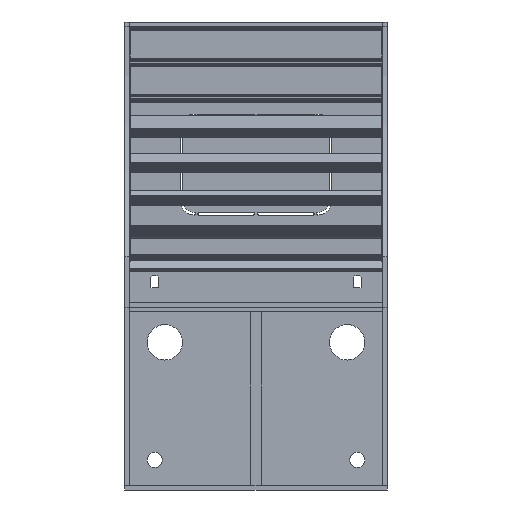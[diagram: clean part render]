
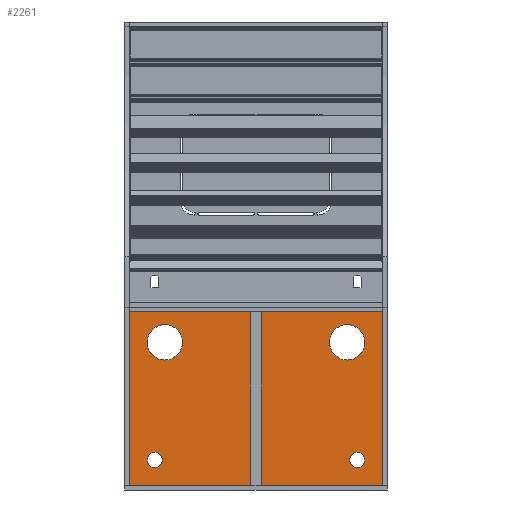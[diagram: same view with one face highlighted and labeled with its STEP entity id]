
A CAD part, front view. The second image highlights one B-rep face of the part: STEP entity #2261.
In plain terms, the highlighted planar face has unit normal (0, -1, 0).
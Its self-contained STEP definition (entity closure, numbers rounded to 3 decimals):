
#1850 = VERTEX_POINT('',#1851);
#1851 = CARTESIAN_POINT('',(0.,-19.,0.));
#1858 = PLANE('',#1859);
#1859 = AXIS2_PLACEMENT_3D('',#1860,#1861,#1862);
#1860 = CARTESIAN_POINT('',(0.,0.,0.));
#1861 = DIRECTION('',(0.,0.,1.));
#1862 = DIRECTION('',(1.,0.,0.));
#1870 = PLANE('',#1871);
#1871 = AXIS2_PLACEMENT_3D('',#1872,#1873,#1874);
#1872 = CARTESIAN_POINT('',(0.,0.,705.5));
#1873 = DIRECTION('',(1.,0.,0.));
#1874 = DIRECTION('',(0.,0.,-1.));
#1882 = EDGE_CURVE('',#1850,#1883,#1885,.T.);
#1883 = VERTEX_POINT('',#1884);
#1884 = CARTESIAN_POINT('',(1002.,-19.,0.));
#1885 = SURFACE_CURVE('',#1886,(#1890,#1897),.PCURVE_S1.);
#1886 = LINE('',#1887,#1888);
#1887 = CARTESIAN_POINT('',(0.,-19.,0.));
#1888 = VECTOR('',#1889,1.);
#1889 = DIRECTION('',(1.,0.,0.));
#1890 = PCURVE('',#1858,#1891);
#1891 = DEFINITIONAL_REPRESENTATION('',(#1892),#1896);
#1892 = LINE('',#1893,#1894);
#1893 = CARTESIAN_POINT('',(0.,-19.));
#1894 = VECTOR('',#1895,1.);
#1895 = DIRECTION('',(1.,0.));
#1896 = ( GEOMETRIC_REPRESENTATION_CONTEXT(2) 
PARAMETRIC_REPRESENTATION_CONTEXT() REPRESENTATION_CONTEXT('2D SPACE',''
  ) );
#1897 = PCURVE('',#1898,#1903);
#1898 = PLANE('',#1899);
#1899 = AXIS2_PLACEMENT_3D('',#1900,#1901,#1902);
#1900 = CARTESIAN_POINT('',(501.,-19.,352.75));
#1901 = DIRECTION('',(0.,-1.,0.));
#1902 = DIRECTION('',(0.,0.,-1.));
#1903 = DEFINITIONAL_REPRESENTATION('',(#1904),#1908);
#1904 = LINE('',#1905,#1906);
#1905 = CARTESIAN_POINT('',(352.75,-501.));
#1906 = VECTOR('',#1907,1.);
#1907 = DIRECTION('',(0.,1.));
#1908 = ( GEOMETRIC_REPRESENTATION_CONTEXT(2) 
PARAMETRIC_REPRESENTATION_CONTEXT() REPRESENTATION_CONTEXT('2D SPACE',''
  ) );
#1926 = PLANE('',#1927);
#1927 = AXIS2_PLACEMENT_3D('',#1928,#1929,#1930);
#1928 = CARTESIAN_POINT('',(1002.,0.,0.));
#1929 = DIRECTION('',(-1.,0.,0.));
#1930 = DIRECTION('',(0.,0.,1.));
#1970 = VERTEX_POINT('',#1971);
#1971 = CARTESIAN_POINT('',(0.,-19.,705.5));
#1985 = PLANE('',#1986);
#1986 = AXIS2_PLACEMENT_3D('',#1987,#1988,#1989);
#1987 = CARTESIAN_POINT('',(1002.,0.,705.5));
#1988 = DIRECTION('',(0.,0.,-1.));
#1989 = DIRECTION('',(-1.,0.,0.));
#1997 = EDGE_CURVE('',#1970,#1850,#1998,.T.);
#1998 = SURFACE_CURVE('',#1999,(#2003,#2010),.PCURVE_S1.);
#1999 = LINE('',#2000,#2001);
#2000 = CARTESIAN_POINT('',(0.,-19.,705.5));
#2001 = VECTOR('',#2002,1.);
#2002 = DIRECTION('',(0.,0.,-1.));
#2003 = PCURVE('',#1870,#2004);
#2004 = DEFINITIONAL_REPRESENTATION('',(#2005),#2009);
#2005 = LINE('',#2006,#2007);
#2006 = CARTESIAN_POINT('',(0.,-19.));
#2007 = VECTOR('',#2008,1.);
#2008 = DIRECTION('',(1.,0.));
#2009 = ( GEOMETRIC_REPRESENTATION_CONTEXT(2) 
PARAMETRIC_REPRESENTATION_CONTEXT() REPRESENTATION_CONTEXT('2D SPACE',''
  ) );
#2010 = PCURVE('',#1898,#2011);
#2011 = DEFINITIONAL_REPRESENTATION('',(#2012),#2016);
#2012 = LINE('',#2013,#2014);
#2013 = CARTESIAN_POINT('',(-352.75,-501.));
#2014 = VECTOR('',#2015,1.);
#2015 = DIRECTION('',(1.,0.));
#2016 = ( GEOMETRIC_REPRESENTATION_CONTEXT(2) 
PARAMETRIC_REPRESENTATION_CONTEXT() REPRESENTATION_CONTEXT('2D SPACE',''
  ) );
#2044 = EDGE_CURVE('',#1883,#2045,#2047,.T.);
#2045 = VERTEX_POINT('',#2046);
#2046 = CARTESIAN_POINT('',(1002.,-19.,705.5));
#2047 = SURFACE_CURVE('',#2048,(#2052,#2059),.PCURVE_S1.);
#2048 = LINE('',#2049,#2050);
#2049 = CARTESIAN_POINT('',(1002.,-19.,0.));
#2050 = VECTOR('',#2051,1.);
#2051 = DIRECTION('',(0.,0.,1.));
#2052 = PCURVE('',#1926,#2053);
#2053 = DEFINITIONAL_REPRESENTATION('',(#2054),#2058);
#2054 = LINE('',#2055,#2056);
#2055 = CARTESIAN_POINT('',(0.,-19.));
#2056 = VECTOR('',#2057,1.);
#2057 = DIRECTION('',(1.,0.));
#2058 = ( GEOMETRIC_REPRESENTATION_CONTEXT(2) 
PARAMETRIC_REPRESENTATION_CONTEXT() REPRESENTATION_CONTEXT('2D SPACE',''
  ) );
#2059 = PCURVE('',#1898,#2060);
#2060 = DEFINITIONAL_REPRESENTATION('',(#2061),#2065);
#2061 = LINE('',#2062,#2063);
#2062 = CARTESIAN_POINT('',(352.75,501.));
#2063 = VECTOR('',#2064,1.);
#2064 = DIRECTION('',(-1.,0.));
#2065 = ( GEOMETRIC_REPRESENTATION_CONTEXT(2) 
PARAMETRIC_REPRESENTATION_CONTEXT() REPRESENTATION_CONTEXT('2D SPACE',''
  ) );
#2157 = CYLINDRICAL_SURFACE('',#2158,70.);
#2158 = AXIS2_PLACEMENT_3D('',#2159,#2160,#2161);
#2159 = CARTESIAN_POINT('',(140.,-19.,565.5));
#2160 = DIRECTION('',(0.,-1.,0.));
#2161 = DIRECTION('',(1.,0.,0.));
#2188 = CYLINDRICAL_SURFACE('',#2189,30.);
#2189 = AXIS2_PLACEMENT_3D('',#2190,#2191,#2192);
#2190 = CARTESIAN_POINT('',(100.,-19.,100.));
#2191 = DIRECTION('',(0.,-1.,0.));
#2192 = DIRECTION('',(1.,0.,0.));
#2219 = CYLINDRICAL_SURFACE('',#2220,70.);
#2220 = AXIS2_PLACEMENT_3D('',#2221,#2222,#2223);
#2221 = CARTESIAN_POINT('',(862.,-19.,565.5));
#2222 = DIRECTION('',(0.,-1.,0.));
#2223 = DIRECTION('',(1.,0.,0.));
#2250 = CYLINDRICAL_SURFACE('',#2251,30.);
#2251 = AXIS2_PLACEMENT_3D('',#2252,#2253,#2254);
#2252 = CARTESIAN_POINT('',(902.,-19.,100.));
#2253 = DIRECTION('',(0.,-1.,0.));
#2254 = DIRECTION('',(1.,0.,0.));
#2261 = ADVANCED_FACE('',(#2262,#2288,#2314,#2340,#2366),#1898,.T.);
#2262 = FACE_BOUND('',#2263,.T.);
#2263 = EDGE_LOOP('',(#2264,#2265,#2266,#2287));
#2264 = ORIENTED_EDGE('',*,*,#1882,.T.);
#2265 = ORIENTED_EDGE('',*,*,#2044,.T.);
#2266 = ORIENTED_EDGE('',*,*,#2267,.T.);
#2267 = EDGE_CURVE('',#2045,#1970,#2268,.T.);
#2268 = SURFACE_CURVE('',#2269,(#2273,#2280),.PCURVE_S1.);
#2269 = LINE('',#2270,#2271);
#2270 = CARTESIAN_POINT('',(1002.,-19.,705.5));
#2271 = VECTOR('',#2272,1.);
#2272 = DIRECTION('',(-1.,0.,0.));
#2273 = PCURVE('',#1898,#2274);
#2274 = DEFINITIONAL_REPRESENTATION('',(#2275),#2279);
#2275 = LINE('',#2276,#2277);
#2276 = CARTESIAN_POINT('',(-352.75,501.));
#2277 = VECTOR('',#2278,1.);
#2278 = DIRECTION('',(0.,-1.));
#2279 = ( GEOMETRIC_REPRESENTATION_CONTEXT(2) 
PARAMETRIC_REPRESENTATION_CONTEXT() REPRESENTATION_CONTEXT('2D SPACE',''
  ) );
#2280 = PCURVE('',#1985,#2281);
#2281 = DEFINITIONAL_REPRESENTATION('',(#2282),#2286);
#2282 = LINE('',#2283,#2284);
#2283 = CARTESIAN_POINT('',(0.,-19.));
#2284 = VECTOR('',#2285,1.);
#2285 = DIRECTION('',(1.,0.));
#2286 = ( GEOMETRIC_REPRESENTATION_CONTEXT(2) 
PARAMETRIC_REPRESENTATION_CONTEXT() REPRESENTATION_CONTEXT('2D SPACE',''
  ) );
#2287 = ORIENTED_EDGE('',*,*,#1997,.T.);
#2288 = FACE_BOUND('',#2289,.T.);
#2289 = EDGE_LOOP('',(#2290));
#2290 = ORIENTED_EDGE('',*,*,#2291,.F.);
#2291 = EDGE_CURVE('',#2292,#2292,#2294,.T.);
#2292 = VERTEX_POINT('',#2293);
#2293 = CARTESIAN_POINT('',(210.,-19.,565.5));
#2294 = SURFACE_CURVE('',#2295,(#2300,#2307),.PCURVE_S1.);
#2295 = CIRCLE('',#2296,70.);
#2296 = AXIS2_PLACEMENT_3D('',#2297,#2298,#2299);
#2297 = CARTESIAN_POINT('',(140.,-19.,565.5));
#2298 = DIRECTION('',(0.,-1.,0.));
#2299 = DIRECTION('',(1.,0.,0.));
#2300 = PCURVE('',#1898,#2301);
#2301 = DEFINITIONAL_REPRESENTATION('',(#2302),#2306);
#2302 = CIRCLE('',#2303,70.);
#2303 = AXIS2_PLACEMENT_2D('',#2304,#2305);
#2304 = CARTESIAN_POINT('',(-212.75,-361.));
#2305 = DIRECTION('',(0.,1.));
#2306 = ( GEOMETRIC_REPRESENTATION_CONTEXT(2) 
PARAMETRIC_REPRESENTATION_CONTEXT() REPRESENTATION_CONTEXT('2D SPACE',''
  ) );
#2307 = PCURVE('',#2157,#2308);
#2308 = DEFINITIONAL_REPRESENTATION('',(#2309),#2313);
#2309 = LINE('',#2310,#2311);
#2310 = CARTESIAN_POINT('',(0.,0.));
#2311 = VECTOR('',#2312,1.);
#2312 = DIRECTION('',(1.,0.));
#2313 = ( GEOMETRIC_REPRESENTATION_CONTEXT(2) 
PARAMETRIC_REPRESENTATION_CONTEXT() REPRESENTATION_CONTEXT('2D SPACE',''
  ) );
#2314 = FACE_BOUND('',#2315,.T.);
#2315 = EDGE_LOOP('',(#2316));
#2316 = ORIENTED_EDGE('',*,*,#2317,.F.);
#2317 = EDGE_CURVE('',#2318,#2318,#2320,.T.);
#2318 = VERTEX_POINT('',#2319);
#2319 = CARTESIAN_POINT('',(130.,-19.,100.));
#2320 = SURFACE_CURVE('',#2321,(#2326,#2333),.PCURVE_S1.);
#2321 = CIRCLE('',#2322,30.);
#2322 = AXIS2_PLACEMENT_3D('',#2323,#2324,#2325);
#2323 = CARTESIAN_POINT('',(100.,-19.,100.));
#2324 = DIRECTION('',(0.,-1.,0.));
#2325 = DIRECTION('',(1.,0.,0.));
#2326 = PCURVE('',#1898,#2327);
#2327 = DEFINITIONAL_REPRESENTATION('',(#2328),#2332);
#2328 = CIRCLE('',#2329,30.);
#2329 = AXIS2_PLACEMENT_2D('',#2330,#2331);
#2330 = CARTESIAN_POINT('',(252.75,-401.));
#2331 = DIRECTION('',(0.,1.));
#2332 = ( GEOMETRIC_REPRESENTATION_CONTEXT(2) 
PARAMETRIC_REPRESENTATION_CONTEXT() REPRESENTATION_CONTEXT('2D SPACE',''
  ) );
#2333 = PCURVE('',#2188,#2334);
#2334 = DEFINITIONAL_REPRESENTATION('',(#2335),#2339);
#2335 = LINE('',#2336,#2337);
#2336 = CARTESIAN_POINT('',(0.,0.));
#2337 = VECTOR('',#2338,1.);
#2338 = DIRECTION('',(1.,0.));
#2339 = ( GEOMETRIC_REPRESENTATION_CONTEXT(2) 
PARAMETRIC_REPRESENTATION_CONTEXT() REPRESENTATION_CONTEXT('2D SPACE',''
  ) );
#2340 = FACE_BOUND('',#2341,.T.);
#2341 = EDGE_LOOP('',(#2342));
#2342 = ORIENTED_EDGE('',*,*,#2343,.F.);
#2343 = EDGE_CURVE('',#2344,#2344,#2346,.T.);
#2344 = VERTEX_POINT('',#2345);
#2345 = CARTESIAN_POINT('',(932.,-19.,565.5));
#2346 = SURFACE_CURVE('',#2347,(#2352,#2359),.PCURVE_S1.);
#2347 = CIRCLE('',#2348,70.);
#2348 = AXIS2_PLACEMENT_3D('',#2349,#2350,#2351);
#2349 = CARTESIAN_POINT('',(862.,-19.,565.5));
#2350 = DIRECTION('',(0.,-1.,0.));
#2351 = DIRECTION('',(1.,0.,0.));
#2352 = PCURVE('',#1898,#2353);
#2353 = DEFINITIONAL_REPRESENTATION('',(#2354),#2358);
#2354 = CIRCLE('',#2355,70.);
#2355 = AXIS2_PLACEMENT_2D('',#2356,#2357);
#2356 = CARTESIAN_POINT('',(-212.75,361.));
#2357 = DIRECTION('',(0.,1.));
#2358 = ( GEOMETRIC_REPRESENTATION_CONTEXT(2) 
PARAMETRIC_REPRESENTATION_CONTEXT() REPRESENTATION_CONTEXT('2D SPACE',''
  ) );
#2359 = PCURVE('',#2219,#2360);
#2360 = DEFINITIONAL_REPRESENTATION('',(#2361),#2365);
#2361 = LINE('',#2362,#2363);
#2362 = CARTESIAN_POINT('',(0.,0.));
#2363 = VECTOR('',#2364,1.);
#2364 = DIRECTION('',(1.,0.));
#2365 = ( GEOMETRIC_REPRESENTATION_CONTEXT(2) 
PARAMETRIC_REPRESENTATION_CONTEXT() REPRESENTATION_CONTEXT('2D SPACE',''
  ) );
#2366 = FACE_BOUND('',#2367,.T.);
#2367 = EDGE_LOOP('',(#2368));
#2368 = ORIENTED_EDGE('',*,*,#2369,.F.);
#2369 = EDGE_CURVE('',#2370,#2370,#2372,.T.);
#2370 = VERTEX_POINT('',#2371);
#2371 = CARTESIAN_POINT('',(932.,-19.,100.));
#2372 = SURFACE_CURVE('',#2373,(#2378,#2385),.PCURVE_S1.);
#2373 = CIRCLE('',#2374,30.);
#2374 = AXIS2_PLACEMENT_3D('',#2375,#2376,#2377);
#2375 = CARTESIAN_POINT('',(902.,-19.,100.));
#2376 = DIRECTION('',(0.,-1.,0.));
#2377 = DIRECTION('',(1.,0.,0.));
#2378 = PCURVE('',#1898,#2379);
#2379 = DEFINITIONAL_REPRESENTATION('',(#2380),#2384);
#2380 = CIRCLE('',#2381,30.);
#2381 = AXIS2_PLACEMENT_2D('',#2382,#2383);
#2382 = CARTESIAN_POINT('',(252.75,401.));
#2383 = DIRECTION('',(0.,1.));
#2384 = ( GEOMETRIC_REPRESENTATION_CONTEXT(2) 
PARAMETRIC_REPRESENTATION_CONTEXT() REPRESENTATION_CONTEXT('2D SPACE',''
  ) );
#2385 = PCURVE('',#2250,#2386);
#2386 = DEFINITIONAL_REPRESENTATION('',(#2387),#2391);
#2387 = LINE('',#2388,#2389);
#2388 = CARTESIAN_POINT('',(0.,0.));
#2389 = VECTOR('',#2390,1.);
#2390 = DIRECTION('',(1.,0.));
#2391 = ( GEOMETRIC_REPRESENTATION_CONTEXT(2) 
PARAMETRIC_REPRESENTATION_CONTEXT() REPRESENTATION_CONTEXT('2D SPACE',''
  ) );
